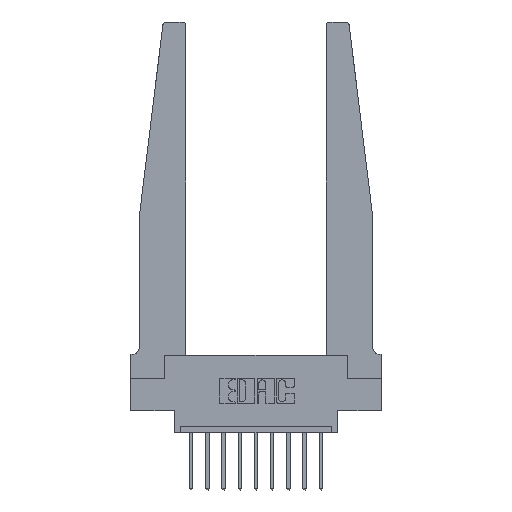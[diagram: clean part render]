
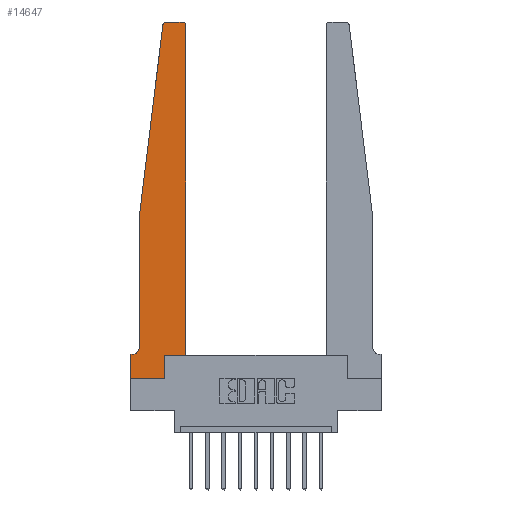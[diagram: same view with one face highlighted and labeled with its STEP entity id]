
A CAD part, top view. The second image highlights one B-rep face of the part: STEP entity #14647.
In plain terms, the highlighted planar face has unit normal (0, 0, 1).
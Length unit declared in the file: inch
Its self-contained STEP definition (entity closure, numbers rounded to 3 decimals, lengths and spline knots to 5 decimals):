
#60 = EDGE_CURVE ( 'NONE', #3533, #5296, #2723, .T. ) ;
#185 = DIRECTION ( 'NONE',  ( 0., 0., 1. ) ) ;
#233 = ORIENTED_EDGE ( 'NONE', *, *, #60, .T. ) ;
#282 = DIRECTION ( 'NONE',  ( 0., 1., 0. ) ) ;
#305 = CARTESIAN_POINT ( 'NONE',  ( 0., 0.1875, 0.37 ) ) ;
#1054 = VECTOR ( 'NONE', #14865, 39.37008 ) ;
#1117 = ORIENTED_EDGE ( 'NONE', *, *, #13256, .T. ) ;
#1314 = DIRECTION ( 'NONE',  ( -1., 0., 0. ) ) ;
#1368 = CARTESIAN_POINT ( 'NONE',  ( 0., 0., 0.37 ) ) ;
#1614 = CARTESIAN_POINT ( 'NONE',  ( 0., 0., 0.37 ) ) ;
#1658 = AXIS2_PLACEMENT_3D ( 'NONE', #8334, #185, #13078 ) ;
#1868 = CARTESIAN_POINT ( 'NONE',  ( 0.425, 2.72, 0.37 ) ) ;
#2014 = CARTESIAN_POINT ( 'NONE',  ( 0.2605, 0., 0.37 ) ) ;
#2187 = DIRECTION ( 'NONE',  ( -1., 0., 0. ) ) ;
#2290 = VECTOR ( 'NONE', #282, 39.37008 ) ;
#2521 = CARTESIAN_POINT ( 'NONE',  ( 0.425, 0.18, 0.37 ) ) ;
#2549 = LINE ( 'NONE', #7481, #9334 ) ;
#2646 = VERTEX_POINT ( 'NONE', #11815 ) ;
#2723 = CIRCLE ( 'NONE', #13659, 0.05 ) ;
#2731 = VECTOR ( 'NONE', #11608, 39.37008 ) ;
#2889 = ORIENTED_EDGE ( 'NONE', *, *, #11356, .T. ) ;
#3245 = VECTOR ( 'NONE', #6301, 39.37008 ) ;
#3304 = EDGE_CURVE ( 'NONE', #8957, #7021, #14360, .T. ) ;
#3533 = VERTEX_POINT ( 'NONE', #10053 ) ;
#3544 = CARTESIAN_POINT ( 'NONE',  ( 0.25, 2.75, 0.37 ) ) ;
#3964 = CARTESIAN_POINT ( 'NONE',  ( 0.015, 0.2375, 0.37 ) ) ;
#4041 = PLANE ( 'NONE',  #13278 ) ;
#4116 = DIRECTION ( 'NONE',  ( 0., -1., 0. ) ) ;
#4197 = CARTESIAN_POINT ( 'NONE',  ( 0.425, 0.18, 0.37 ) ) ;
#4200 = CARTESIAN_POINT ( 'NONE',  ( 0.2605, 0.18, 0.37 ) ) ;
#4502 = VERTEX_POINT ( 'NONE', #10010 ) ;
#4870 = LINE ( 'NONE', #15000, #2290 ) ;
#4894 = EDGE_CURVE ( 'NONE', #5296, #4502, #2549, .T. ) ;
#4965 = FACE_OUTER_BOUND ( 'NONE', #15182, .T. ) ;
#5009 = EDGE_CURVE ( 'NONE', #11307, #3533, #6642, .T. ) ;
#5027 = DIRECTION ( 'NONE',  ( 1., 0., 0. ) ) ;
#5296 = VERTEX_POINT ( 'NONE', #14432 ) ;
#5307 = LINE ( 'NONE', #14795, #1054 ) ;
#5392 = CARTESIAN_POINT ( 'NONE',  ( 0.395, 2.75, 0.37 ) ) ;
#5680 = EDGE_CURVE ( 'NONE', #2646, #8818, #5891, .T. ) ;
#5867 = LINE ( 'NONE', #8099, #2731 ) ;
#5891 = CIRCLE ( 'NONE', #1658, 0.03 ) ;
#6287 = VECTOR ( 'NONE', #10849, 39.37008 ) ;
#6301 = DIRECTION ( 'NONE',  ( 1., 0., 0. ) ) ;
#6356 = CARTESIAN_POINT ( 'NONE',  ( 0.24675, 2.72367, 0.37 ) ) ;
#6498 = DIRECTION ( 'NONE',  ( 0., 0., 1. ) ) ;
#6569 = EDGE_CURVE ( 'NONE', #15023, #2646, #14180, .T. ) ;
#6642 = LINE ( 'NONE', #10288, #13588 ) ;
#6659 = CARTESIAN_POINT ( 'NONE',  ( 0.395, 2.72, 0.37 ) ) ;
#6830 = ORIENTED_EDGE ( 'NONE', *, *, #11032, .T. ) ;
#7021 = VERTEX_POINT ( 'NONE', #2014 ) ;
#7047 = ORIENTED_EDGE ( 'NONE', *, *, #6569, .T. ) ;
#7099 = ORIENTED_EDGE ( 'NONE', *, *, #3304, .T. ) ;
#7481 = CARTESIAN_POINT ( 'NONE',  ( 0.065, 0.1875, 0.37 ) ) ;
#8015 = EDGE_CURVE ( 'NONE', #8818, #11307, #5867, .T. ) ;
#8099 = CARTESIAN_POINT ( 'NONE',  ( 0.065, 1.25, 0.37 ) ) ;
#8147 = EDGE_CURVE ( 'NONE', #11395, #10372, #14423, .T. ) ;
#8334 = CARTESIAN_POINT ( 'NONE',  ( 0.27653, 2.72, 0.37 ) ) ;
#8622 = CARTESIAN_POINT ( 'NONE',  ( 0.065, 1.25, 0.37 ) ) ;
#8731 = VERTEX_POINT ( 'NONE', #1868 ) ;
#8818 = VERTEX_POINT ( 'NONE', #6356 ) ;
#8957 = VERTEX_POINT ( 'NONE', #11806 ) ;
#9274 = AXIS2_PLACEMENT_3D ( 'NONE', #6659, #6498, #11094 ) ;
#9334 = VECTOR ( 'NONE', #13200, 39.37008 ) ;
#9928 = ORIENTED_EDGE ( 'NONE', *, *, #5009, .T. ) ;
#10010 = CARTESIAN_POINT ( 'NONE',  ( 0., 0.1875, 0.37 ) ) ;
#10053 = CARTESIAN_POINT ( 'NONE',  ( 0.065, 0.2375, 0.37 ) ) ;
#10288 = CARTESIAN_POINT ( 'NONE',  ( 0.065, 1.25, 0.37 ) ) ;
#10372 = VERTEX_POINT ( 'NONE', #4197 ) ;
#10838 = ORIENTED_EDGE ( 'NONE', *, *, #5680, .T. ) ;
#10848 = VECTOR ( 'NONE', #5027, 39.37008 ) ;
#10849 = DIRECTION ( 'NONE',  ( 0., -1., 0. ) ) ;
#10896 = ORIENTED_EDGE ( 'NONE', *, *, #14629, .T. ) ;
#10925 = DIRECTION ( 'NONE',  ( 1., 0., 0. ) ) ;
#11032 = EDGE_CURVE ( 'NONE', #10372, #8731, #5307, .T. ) ;
#11094 = DIRECTION ( 'NONE',  ( 1., 0., 0. ) ) ;
#11307 = VERTEX_POINT ( 'NONE', #8622 ) ;
#11356 = EDGE_CURVE ( 'NONE', #8731, #15023, #13515, .T. ) ;
#11395 = VERTEX_POINT ( 'NONE', #4200 ) ;
#11608 = DIRECTION ( 'NONE',  ( -0.122, -0.992, 0. ) ) ;
#11806 = CARTESIAN_POINT ( 'NONE',  ( 0., 0., 0.37 ) ) ;
#11815 = CARTESIAN_POINT ( 'NONE',  ( 0.27653, 2.75, 0.37 ) ) ;
#12934 = VECTOR ( 'NONE', #2187, 39.37008 ) ;
#13078 = DIRECTION ( 'NONE',  ( 1., 0., 0. ) ) ;
#13200 = DIRECTION ( 'NONE',  ( -1., 0., 0. ) ) ;
#13256 = EDGE_CURVE ( 'NONE', #7021, #11395, #4870, .T. ) ;
#13278 = AXIS2_PLACEMENT_3D ( 'NONE', #305, #14685, #10925 ) ;
#13444 = DIRECTION ( 'NONE',  ( 0., 0., -1. ) ) ;
#13515 = CIRCLE ( 'NONE', #9274, 0.03 ) ;
#13588 = VECTOR ( 'NONE', #4116, 39.37008 ) ;
#13659 = AXIS2_PLACEMENT_3D ( 'NONE', #3964, #13444, #1314 ) ;
#14162 = ORIENTED_EDGE ( 'NONE', *, *, #8147, .T. ) ;
#14180 = LINE ( 'NONE', #3544, #12934 ) ;
#14360 = LINE ( 'NONE', #1368, #10848 ) ;
#14375 = LINE ( 'NONE', #1614, #6287 ) ;
#14423 = LINE ( 'NONE', #2521, #3245 ) ;
#14432 = CARTESIAN_POINT ( 'NONE',  ( 0.015, 0.1875, 0.37 ) ) ;
#14629 = EDGE_CURVE ( 'NONE', #4502, #8957, #14375, .T. ) ;
#14647 = ADVANCED_FACE ( 'NONE', ( #4965 ), #4041, .T. ) ;
#14668 = ORIENTED_EDGE ( 'NONE', *, *, #8015, .T. ) ;
#14685 = DIRECTION ( 'NONE',  ( 0., 0., 1. ) ) ;
#14795 = CARTESIAN_POINT ( 'NONE',  ( 0.425, 0.18, 0.37 ) ) ;
#14865 = DIRECTION ( 'NONE',  ( 0., 1., 0. ) ) ;
#15000 = CARTESIAN_POINT ( 'NONE',  ( 0.2605, 0.18, 0.37 ) ) ;
#15023 = VERTEX_POINT ( 'NONE', #5392 ) ;
#15087 = ORIENTED_EDGE ( 'NONE', *, *, #4894, .T. ) ;
#15182 = EDGE_LOOP ( 'NONE', ( #7047, #10838, #14668, #9928, #233, #15087, #10896, #7099, #1117, #14162, #6830, #2889 ) ) ;
